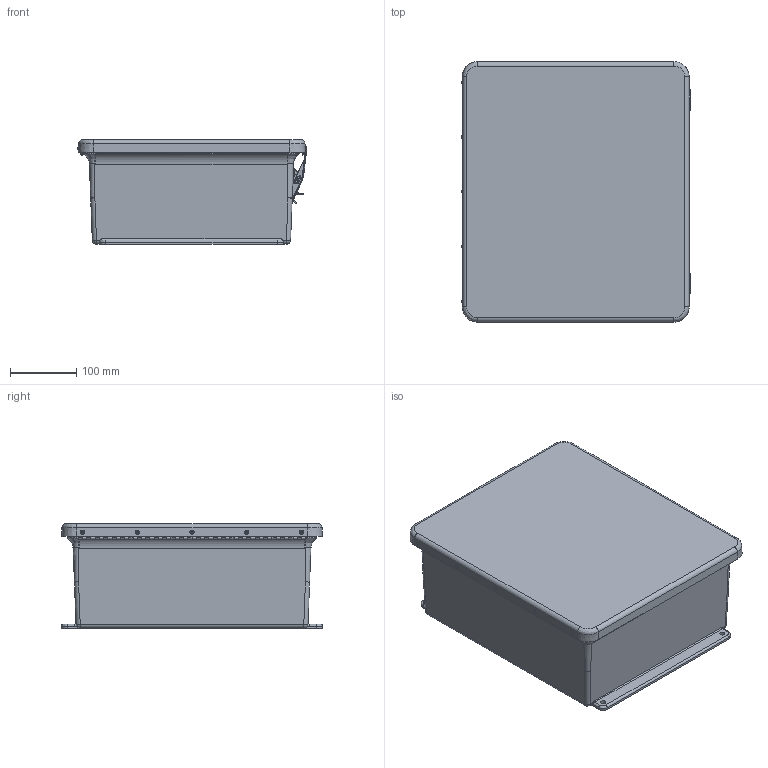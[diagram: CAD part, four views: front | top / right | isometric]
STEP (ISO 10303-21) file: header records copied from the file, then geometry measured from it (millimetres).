
FILE_DESCRIPTION (( 'STEP AP214' ), '1' );
FILE_NAME ('WH-M1412HPL.STEP', '2018-11-07T22:56:01', ( '' ), ( '' ), 'SwSTEP 2.0', 'SolidWorks 2018', '' );
FILE_SCHEMA (( 'AUTOMOTIVE_DESIGN' ));
Length unit declared in the file: inch
Products named in the file (1): WH-M1412HPL
Bounding box: 344.54 x 393.7 x 157.8 mm (x, y, z)
Volume: 1862555.6 mm3; surface area: 1034040 mm2
Topology: 40 solids, 40 shells, 1046 faces, 2629 edges, 1704 vertices
Faces by surface type: plane 457, cylinder 440, bspline 104, cone 41, torus 4
Full cylindrical faces by diameter (mm): 2.159 x55, 2.64 x8, 3.048 x2, 3.175 x18, 3.302 x4, 3.327 x10, 3.429 x18, 3.556 x22, 3.861 x8, 3.962 x7, 4.306 x4, 5.537 x4, 6.35 x10, 6.858 x4, 7.62 x4, 9.525 x2
Entity records: 49994 total; most frequent: CARTESIAN_POINT 11604, DIRECTION 4856, ORIENTED_EDGE 4764, EDGE_CURVE 2382, AXIS2_PLACEMENT_3D 1794, VERTEX_POINT 1670, EDGE_LOOP 1548, LINE 1268
